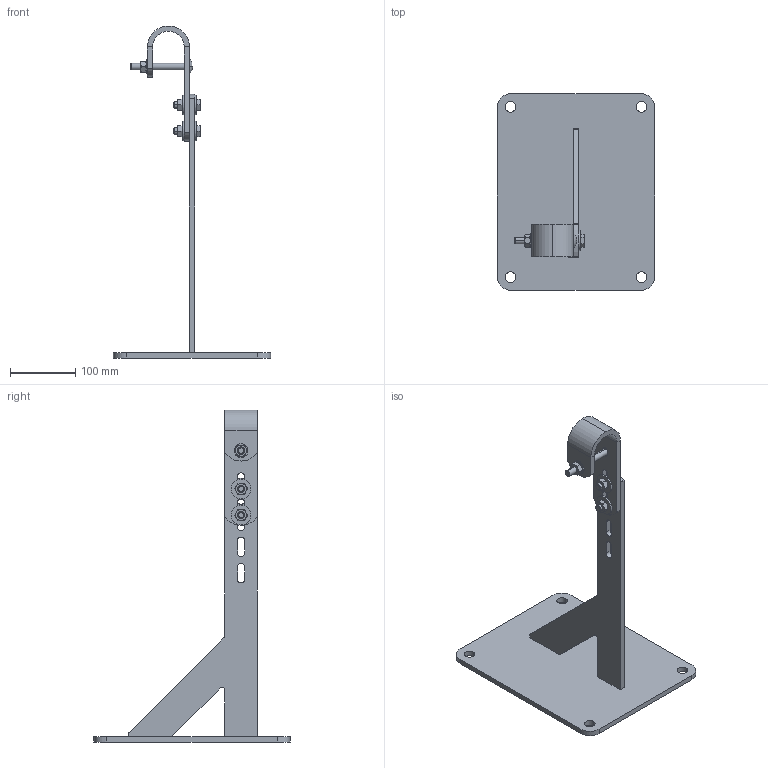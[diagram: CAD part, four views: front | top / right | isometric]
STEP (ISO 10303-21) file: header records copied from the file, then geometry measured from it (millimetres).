
FILE_DESCRIPTION (( 'STEP AP214' ), '1' );
FILE_NAME ('0529441700.STEP', '2024-05-16T07:32:04', ( '' ), ( '' ), 'SwSTEP 2.0', 'SolidWorks 2022', '' );
FILE_SCHEMA (( 'AUTOMOTIVE_DESIGN' ));
Length unit declared in the file: millimetre
Products named in the file (1): 0529441700
Bounding box: 240 x 300 x 507 mm (x, y, z)
Volume: 909990.3 mm3; surface area: 266686 mm2
Topology: 14 solids, 14 shells, 273 faces, 631 edges, 391 vertices
Faces by surface type: plane 104, cylinder 91, cone 72, torus 4, sphere 2
Entity records: 8284 total; most frequent: CARTESIAN_POINT 1836, DIRECTION 1343, ORIENTED_EDGE 1262, EDGE_CURVE 631, AXIS2_PLACEMENT_3D 538, VERTEX_POINT 391, EDGE_LOOP 318, ADVANCED_FACE 273
